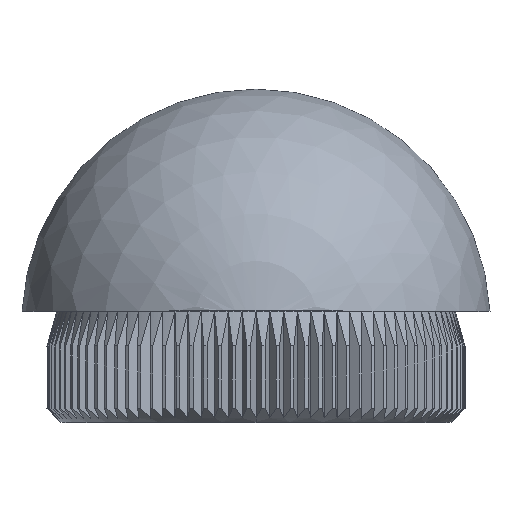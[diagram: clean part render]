
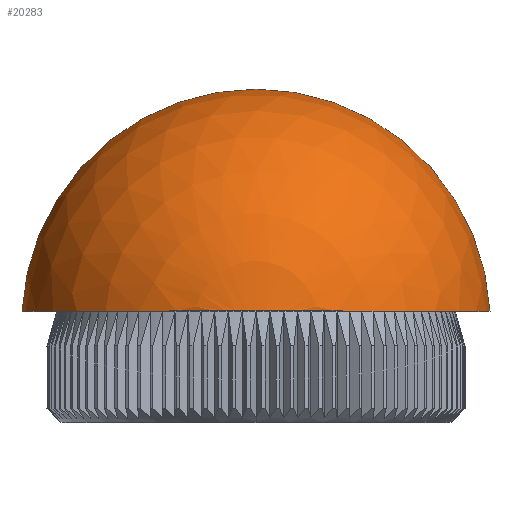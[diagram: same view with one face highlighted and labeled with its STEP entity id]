
A CAD part, top view. The second image highlights one B-rep face of the part: STEP entity #20283.
In plain terms, the highlighted spherical face has radius 16.873 mm.
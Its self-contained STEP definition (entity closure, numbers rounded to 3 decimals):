
#2700 = CARTESIAN_POINT ( 'NONE',  ( 0., 7.127, 0. ) ) ;
#3251 = DIRECTION ( 'NONE',  ( 0., 0., -1. ) ) ;
#5393 = ORIENTED_EDGE ( 'NONE', *, *, #14323, .F. ) ;
#5766 = DIRECTION ( 'NONE',  ( 1., 0., 0. ) ) ;
#5790 = ORIENTED_EDGE ( 'NONE', *, *, #22512, .T. ) ;
#5887 = CIRCLE ( 'NONE', #6164, 16.85 ) ;
#6164 = AXIS2_PLACEMENT_3D ( 'NONE', #17642, #14248, #3251 ) ;
#6470 = VERTEX_POINT ( 'NONE', #19075 ) ;
#7586 = CARTESIAN_POINT ( 'NONE',  ( 0., 24., 0. ) ) ;
#8298 = CIRCLE ( 'NONE', #9545, 16.873 ) ;
#8850 = CIRCLE ( 'NONE', #17492, 16.873 ) ;
#9545 = AXIS2_PLACEMENT_3D ( 'NONE', #9761, #16820, #18638 ) ;
#9761 = CARTESIAN_POINT ( 'NONE',  ( 0., 7.127, 0. ) ) ;
#11952 = CARTESIAN_POINT ( 'NONE',  ( -16.85, 8., 0. ) ) ;
#12446 = VERTEX_POINT ( 'NONE', #11952 ) ;
#14248 = DIRECTION ( 'NONE',  ( 0., -1., 0. ) ) ;
#14323 = EDGE_CURVE ( 'NONE', #6470, #12446, #5887, .T. ) ;
#15256 = EDGE_LOOP ( 'NONE', ( #15643, #5790, #5393 ) ) ;
#15643 = ORIENTED_EDGE ( 'NONE', *, *, #19240, .F. ) ;
#16473 = DIRECTION ( 'NONE',  ( 0., 0., 1. ) ) ;
#16820 = DIRECTION ( 'NONE',  ( 0., 0., 1. ) ) ;
#17492 = AXIS2_PLACEMENT_3D ( 'NONE', #2700, #22733, #19409 ) ;
#17642 = CARTESIAN_POINT ( 'NONE',  ( 0., 8., 0. ) ) ;
#17793 = AXIS2_PLACEMENT_3D ( 'NONE', #21980, #16473, #5766 ) ;
#17810 = VERTEX_POINT ( 'NONE', #7586 ) ;
#18617 = FACE_OUTER_BOUND ( 'NONE', #15256, .T. ) ;
#18638 = DIRECTION ( 'NONE',  ( 1., 0., 0. ) ) ;
#19075 = CARTESIAN_POINT ( 'NONE',  ( 16.85, 8., 0. ) ) ;
#19240 = EDGE_CURVE ( 'NONE', #17810, #6470, #8850, .T. ) ;
#19409 = DIRECTION ( 'NONE',  ( -1., 0., 0. ) ) ;
#20041 = SPHERICAL_SURFACE ( 'NONE', #17793, 16.873 ) ;
#20283 = ADVANCED_FACE ( 'NONE', ( #18617 ), #20041, .T. ) ;
#21980 = CARTESIAN_POINT ( 'NONE',  ( 0., 7.127, 0. ) ) ;
#22512 = EDGE_CURVE ( 'NONE', #17810, #12446, #8298, .T. ) ;
#22733 = DIRECTION ( 'NONE',  ( 0., 0., -1. ) ) ;
